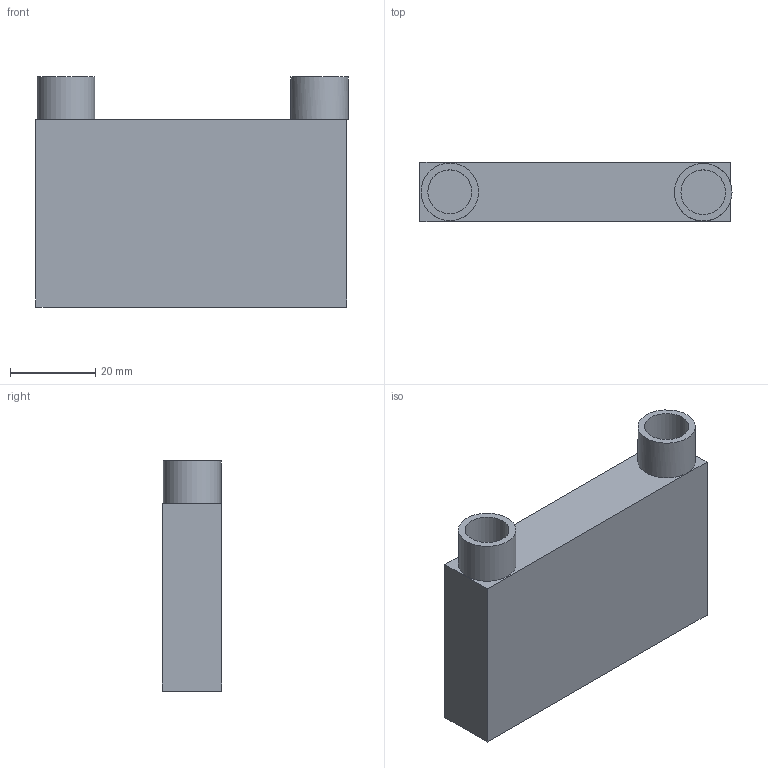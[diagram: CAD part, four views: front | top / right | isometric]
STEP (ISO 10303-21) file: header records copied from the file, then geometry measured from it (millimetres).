
FILE_DESCRIPTION(/* description */ (''),/* implementation_level */ '2;1');
FILE_NAME(/* name */ 'LIDAR-Pico-Mount.step',/* time_stamp */ '2024-05-01T00:48:36-04:00',/* author */ (''),/* organization */ (''),/* preprocessor_version */ 'ST-DEVELOPER v20',/* originating_system */ 'Autodesk Translation Framework v12.20.1.177',/* authorisation */ '');
FILE_SCHEMA (('AUTOMOTIVE_DESIGN { 1 0 10303 214 3 1 1 }'));
Length unit declared in the file: millimetre
Products named in the file (1): Part for Drone
Bounding box: 73.25 x 14 x 54 mm (x, y, z)
Volume: 46131.6 mm3; surface area: 11202.9 mm2
Topology: 1 solids, 1 shells, 15 faces, 28 edges, 18 vertices
Faces by surface type: plane 11, cylinder 4
Full cylindrical faces by diameter (mm): 10.3 x1, 10.5 x1, 13.5 x2
Entity records: 409 total; most frequent: DIRECTION 70, CARTESIAN_POINT 62, ORIENTED_EDGE 56, EDGE_CURVE 28, AXIS2_PLACEMENT_3D 26, LINE 18, VECTOR 18, EDGE_LOOP 18
